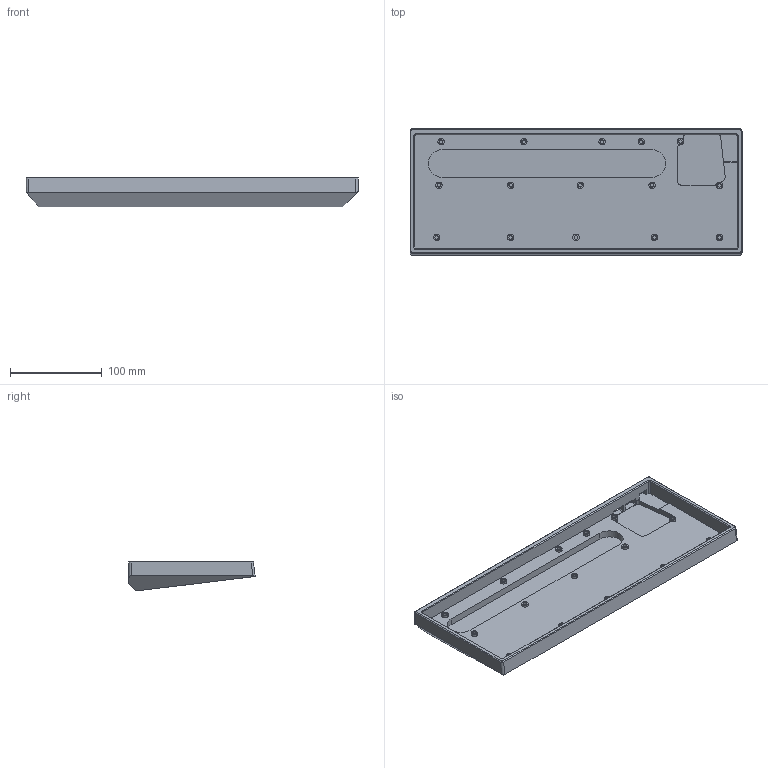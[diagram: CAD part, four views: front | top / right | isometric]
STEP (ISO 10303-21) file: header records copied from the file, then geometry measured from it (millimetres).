
FILE_DESCRIPTION(('FreeCAD Model'),'2;1');
FILE_NAME('Open CASCADE Shape Model','2021-05-14T14:24:43',('Author'),( ''),'Open CASCADE STEP processor 7.3','FreeCAD','Unknown');
FILE_SCHEMA(('AUTOMOTIVE_DESIGN { 1 0 10303 214 1 1 1 1 }'));
Length unit declared in the file: millimetre
Products named in the file (1): Pocket037
Bounding box: 362.5 x 138.06 x 32.62 mm (x, y, z)
Volume: 446478.5 mm3; surface area: 142853.9 mm2
Topology: 1 solids, 1 shells, 146 faces, 326 edges, 212 vertices
Faces by surface type: plane 77, cylinder 59, cone 6, bspline 3, extrusion 1
Full cylindrical faces by diameter (mm): 4 x15, 7 x15
Entity records: 4176 total; most frequent: CARTESIAN_POINT 814, DIRECTION 717, ORIENTED_EDGE 652, EDGE_CURVE 326, AXIS2_PLACEMENT_3D 269, VERTEX_POINT 212, FACE_BOUND 182, EDGE_LOOP 182
